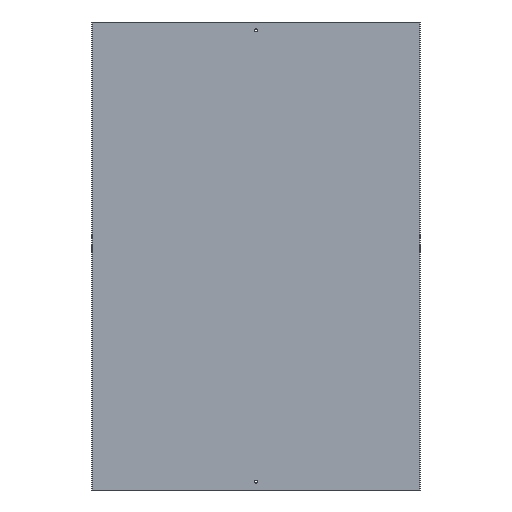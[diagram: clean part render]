
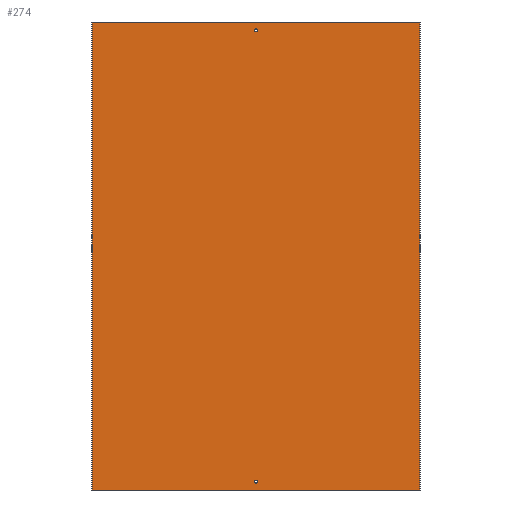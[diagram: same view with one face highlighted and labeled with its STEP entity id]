
A CAD part, front view. The second image highlights one B-rep face of the part: STEP entity #274.
In plain terms, the highlighted planar face has unit normal (0, -1, 0).
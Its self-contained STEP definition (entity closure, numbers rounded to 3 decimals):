
#2 = CARTESIAN_POINT ( 'NONE',  ( 0., 0., 17.5 ) ) ;
#17 = CARTESIAN_POINT ( 'NONE',  ( 301., 0., 0. ) ) ;
#43 = DIRECTION ( 'NONE',  ( 0., 1., 0. ) ) ;
#44 = CARTESIAN_POINT ( 'NONE',  ( -301., 0., 860. ) ) ;
#45 = DIRECTION ( 'NONE',  ( 1., 0., 0. ) ) ;
#46 = DIRECTION ( 'NONE',  ( 1., 0., 0. ) ) ;
#53 = DIRECTION ( 'NONE',  ( 0., -1., 0. ) ) ;
#60 = DIRECTION ( 'NONE',  ( 0., 0., 1. ) ) ;
#66 = CARTESIAN_POINT ( 'NONE',  ( 0., 0., 847.5 ) ) ;
#72 = DIRECTION ( 'NONE',  ( 0., 0., 1. ) ) ;
#79 = PLANE ( 'NONE',  #115 ) ;
#90 = VERTEX_POINT ( 'NONE', #437 ) ;
#93 = VERTEX_POINT ( 'NONE', #435 ) ;
#95 = LINE ( 'NONE', #422, #218 ) ;
#97 = VERTEX_POINT ( 'NONE', #434 ) ;
#115 = AXIS2_PLACEMENT_3D ( 'NONE', #44, #43, #60 ) ;
#116 = AXIS2_PLACEMENT_3D ( 'NONE', #381, #53, #72 ) ;
#117 = AXIS2_PLACEMENT_3D ( 'NONE', #375, #387, #410 ) ;
#120 = EDGE_CURVE ( 'NONE', #97, #266, #95, .T. ) ;
#139 = EDGE_CURVE ( 'NONE', #93, #90, #364, .T. ) ;
#143 = EDGE_CURVE ( 'NONE', #339, #339, #368, .T. ) ;
#145 = EDGE_CURVE ( 'NONE', #340, #340, #353, .T. ) ;
#148 = EDGE_CURVE ( 'NONE', #90, #266, #361, .T. ) ;
#149 = EDGE_CURVE ( 'NONE', #93, #97, #291, .T. ) ;
#184 = EDGE_LOOP ( 'NONE', ( #233 ) ) ;
#190 = EDGE_LOOP ( 'NONE', ( #237 ) ) ;
#200 = EDGE_LOOP ( 'NONE', ( #230, #212, #251, #248 ) ) ;
#212 = ORIENTED_EDGE ( 'NONE', *, *, #120, .F. ) ;
#218 = VECTOR ( 'NONE', #421, 1000. ) ;
#230 = ORIENTED_EDGE ( 'NONE', *, *, #148, .T. ) ;
#233 = ORIENTED_EDGE ( 'NONE', *, *, #145, .F. ) ;
#237 = ORIENTED_EDGE ( 'NONE', *, *, #143, .F. ) ;
#248 = ORIENTED_EDGE ( 'NONE', *, *, #139, .T. ) ;
#251 = ORIENTED_EDGE ( 'NONE', *, *, #149, .F. ) ;
#266 = VERTEX_POINT ( 'NONE', #17 ) ;
#274 = ADVANCED_FACE ( 'NONE', ( #289, #300, #288 ), #79, .F. ) ;
#288 = FACE_OUTER_BOUND ( 'NONE', #200, .T. ) ;
#289 = FACE_BOUND ( 'NONE', #190, .T. ) ;
#291 = LINE ( 'NONE', #376, #363 ) ;
#300 = FACE_BOUND ( 'NONE', #184, .T. ) ;
#303 = VECTOR ( 'NONE', #45, 1000. ) ;
#339 = VERTEX_POINT ( 'NONE', #66 ) ;
#340 = VERTEX_POINT ( 'NONE', #2 ) ;
#353 = CIRCLE ( 'NONE', #116, 2.5 ) ;
#358 = VECTOR ( 'NONE', #380, 1000. ) ;
#361 = LINE ( 'NONE', #414, #303 ) ;
#363 = VECTOR ( 'NONE', #46, 1000. ) ;
#364 = LINE ( 'NONE', #383, #358 ) ;
#368 = CIRCLE ( 'NONE', #117, 2.5 ) ;
#375 = CARTESIAN_POINT ( 'NONE',  ( 0., 0., 845. ) ) ;
#376 = CARTESIAN_POINT ( 'NONE',  ( -301., 0., 860. ) ) ;
#380 = DIRECTION ( 'NONE',  ( 0., 0., -1. ) ) ;
#381 = CARTESIAN_POINT ( 'NONE',  ( 0., 0., 15. ) ) ;
#383 = CARTESIAN_POINT ( 'NONE',  ( -301., 0., 860. ) ) ;
#387 = DIRECTION ( 'NONE',  ( 0., -1., 0. ) ) ;
#410 = DIRECTION ( 'NONE',  ( 0., 0., 1. ) ) ;
#414 = CARTESIAN_POINT ( 'NONE',  ( -301., 0., 0. ) ) ;
#421 = DIRECTION ( 'NONE',  ( 0., 0., -1. ) ) ;
#422 = CARTESIAN_POINT ( 'NONE',  ( 301., 0., 860. ) ) ;
#434 = CARTESIAN_POINT ( 'NONE',  ( 301., 0., 860. ) ) ;
#435 = CARTESIAN_POINT ( 'NONE',  ( -301., 0., 860. ) ) ;
#437 = CARTESIAN_POINT ( 'NONE',  ( -301., 0., 0. ) ) ;
